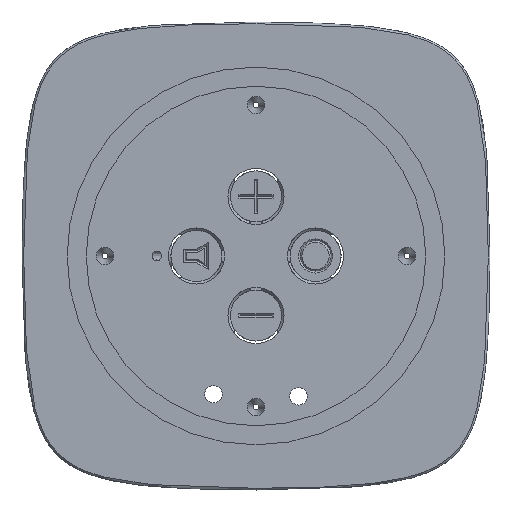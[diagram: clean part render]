
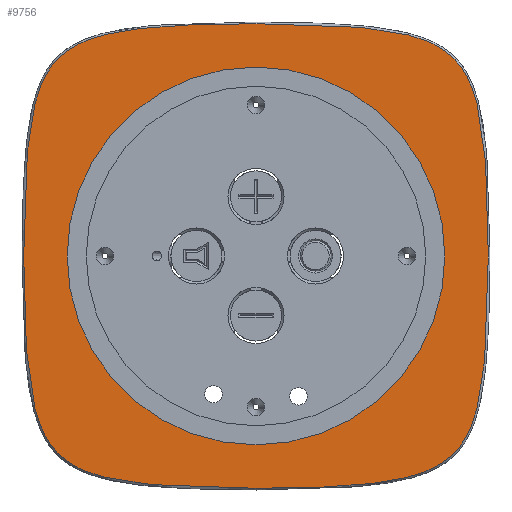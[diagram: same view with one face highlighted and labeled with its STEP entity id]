
A CAD part, top view. The second image highlights one B-rep face of the part: STEP entity #9756.
In plain terms, the highlighted planar face has unit normal (0, 0, 1).
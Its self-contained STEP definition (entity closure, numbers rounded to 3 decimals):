
#74=B_SPLINE_CURVE_WITH_KNOTS('',3,(#16177,#16178,#16179,#16180,#16181,
#16182,#16183,#16184,#16185,#16186,#16187),.UNSPECIFIED.,.F.,.F.,(4,1,1,
1,1,1,1,1,4),(0.,2.562,5.124,7.686,
10.248,11.529,12.81,15.372,17.934),
 .UNSPECIFIED.);
#76=B_SPLINE_CURVE_WITH_KNOTS('',3,(#16256,#16257,#16258,#16259,#16260,
#16261,#16262,#16263,#16264,#16265,#16266,#16267,#16268),.UNSPECIFIED.,
 .F.,.F.,(4,1,1,1,1,1,1,1,1,1,4),(0.,2.562,
5.124,6.725,7.686,10.248,11.529,
12.81,13.771,15.372,17.934),
 .UNSPECIFIED.);
#78=B_SPLINE_CURVE_WITH_KNOTS('',3,(#16327,#16328,#16329,#16330,#16331,
#16332,#16333,#16334,#16335,#16336,#16337),.UNSPECIFIED.,.F.,.F.,(4,1,1,
1,1,1,1,1,4),(0.,2.562,5.124,7.686,
10.248,11.529,12.81,15.372,17.934),
 .UNSPECIFIED.);
#80=B_SPLINE_CURVE_WITH_KNOTS('',3,(#16403,#16404,#16405,#16406,#16407,
#16408,#16409,#16410,#16411,#16412,#16413,#16414,#16415),.UNSPECIFIED.,
 .F.,.F.,(4,1,1,1,1,1,1,1,1,1,4),(0.,2.562,
5.124,6.725,7.686,10.248,11.529,
12.81,14.411,15.372,17.934),
 .UNSPECIFIED.);
#346=FACE_BOUND('',#1293,.T.);
#734=FACE_OUTER_BOUND('',#1292,.T.);
#1292=EDGE_LOOP('',(#7866,#7867,#7868,#7869));
#1293=EDGE_LOOP('',(#7870));
#1837=CIRCLE('',#10579,44.4);
#4426=VERTEX_POINT('',#16160);
#4429=VERTEX_POINT('',#16175);
#4430=VERTEX_POINT('',#16240);
#4432=VERTEX_POINT('',#16313);
#4437=VERTEX_POINT('',#16495);
#5674=EDGE_CURVE('',#4429,#4426,#74,.T.);
#5677=EDGE_CURVE('',#4426,#4430,#76,.T.);
#5680=EDGE_CURVE('',#4430,#4432,#78,.T.);
#5682=EDGE_CURVE('',#4432,#4429,#80,.T.);
#5688=EDGE_CURVE('',#4437,#4437,#1837,.T.);
#7866=ORIENTED_EDGE('',*,*,#5674,.F.);
#7867=ORIENTED_EDGE('',*,*,#5682,.F.);
#7868=ORIENTED_EDGE('',*,*,#5680,.F.);
#7869=ORIENTED_EDGE('',*,*,#5677,.F.);
#7870=ORIENTED_EDGE('',*,*,#5688,.T.);
#9328=PLANE('',#10578);
#9756=ADVANCED_FACE('',(#734,#346),#9328,.T.);
#10578=AXIS2_PLACEMENT_3D('',#16494,#12718,#12719);
#10579=AXIS2_PLACEMENT_3D('',#16496,#12720,#12721);
#12718=DIRECTION('center_axis',(0.,0.,1.));
#12719=DIRECTION('ref_axis',(1.,0.,0.));
#12720=DIRECTION('center_axis',(0.,0.,-1.));
#12721=DIRECTION('ref_axis',(-1.,0.,0.));
#16160=CARTESIAN_POINT('',(54.6,0.,157.895));
#16175=CARTESIAN_POINT('',(0.,54.6,157.895));
#16177=CARTESIAN_POINT('Ctrl Pts',(0.,54.6,157.895));
#16178=CARTESIAN_POINT('Ctrl Pts',(8.534,54.6,157.895));
#16179=CARTESIAN_POINT('Ctrl Pts',(22.373,54.23,157.895));
#16180=CARTESIAN_POINT('Ctrl Pts',(35.576,52.452,157.895));
#16181=CARTESIAN_POINT('Ctrl Pts',(43.867,49.23,157.895));
#16182=CARTESIAN_POINT('Ctrl Pts',(48.255,44.926,157.895));
#16183=CARTESIAN_POINT('Ctrl Pts',(50.772,39.898,157.895));
#16184=CARTESIAN_POINT('Ctrl Pts',(52.707,33.605,157.895));
#16185=CARTESIAN_POINT('Ctrl Pts',(54.232,22.487,157.895));
#16186=CARTESIAN_POINT('Ctrl Pts',(54.6,8.575,157.895));
#16187=CARTESIAN_POINT('Ctrl Pts',(54.6,0.,157.895));
#16240=CARTESIAN_POINT('',(0.,-54.6,157.895));
#16256=CARTESIAN_POINT('Ctrl Pts',(54.6,0.,157.895));
#16257=CARTESIAN_POINT('Ctrl Pts',(54.6,-8.534,157.895));
#16258=CARTESIAN_POINT('Ctrl Pts',(54.232,-22.369,157.895));
#16259=CARTESIAN_POINT('Ctrl Pts',(52.671,-33.933,157.895));
#16260=CARTESIAN_POINT('Ctrl Pts',(50.709,-40.063,157.895));
#16261=CARTESIAN_POINT('Ctrl Pts',(48.152,-44.979,157.895));
#16262=CARTESIAN_POINT('Ctrl Pts',(44.928,-48.244,157.895));
#16263=CARTESIAN_POINT('Ctrl Pts',(39.897,-50.775,157.895));
#16264=CARTESIAN_POINT('Ctrl Pts',(35.568,-52.101,157.895));
#16265=CARTESIAN_POINT('Ctrl Pts',(29.721,-53.241,157.895));
#16266=CARTESIAN_POINT('Ctrl Pts',(19.87,-54.301,157.895));
#16267=CARTESIAN_POINT('Ctrl Pts',(8.575,-54.6,157.895));
#16268=CARTESIAN_POINT('Ctrl Pts',(0.,-54.6,157.895));
#16313=CARTESIAN_POINT('',(-54.6,0.,157.895));
#16327=CARTESIAN_POINT('Ctrl Pts',(0.,-54.6,157.895));
#16328=CARTESIAN_POINT('Ctrl Pts',(-8.534,-54.6,157.895));
#16329=CARTESIAN_POINT('Ctrl Pts',(-22.373,-54.23,
157.895));
#16330=CARTESIAN_POINT('Ctrl Pts',(-35.576,-52.452,
157.895));
#16331=CARTESIAN_POINT('Ctrl Pts',(-43.867,-49.23,
157.895));
#16332=CARTESIAN_POINT('Ctrl Pts',(-48.255,-44.926,
157.895));
#16333=CARTESIAN_POINT('Ctrl Pts',(-50.772,-39.898,
157.895));
#16334=CARTESIAN_POINT('Ctrl Pts',(-52.707,-33.605,
157.895));
#16335=CARTESIAN_POINT('Ctrl Pts',(-54.232,-22.487,
157.895));
#16336=CARTESIAN_POINT('Ctrl Pts',(-54.6,-8.575,157.895));
#16337=CARTESIAN_POINT('Ctrl Pts',(-54.6,0.,157.895));
#16403=CARTESIAN_POINT('Ctrl Pts',(-54.6,0.,157.895));
#16404=CARTESIAN_POINT('Ctrl Pts',(-54.6,8.534,157.895));
#16405=CARTESIAN_POINT('Ctrl Pts',(-54.232,22.369,157.895));
#16406=CARTESIAN_POINT('Ctrl Pts',(-52.671,33.933,157.895));
#16407=CARTESIAN_POINT('Ctrl Pts',(-50.709,40.063,157.895));
#16408=CARTESIAN_POINT('Ctrl Pts',(-48.152,44.979,157.895));
#16409=CARTESIAN_POINT('Ctrl Pts',(-44.928,48.244,157.895));
#16410=CARTESIAN_POINT('Ctrl Pts',(-39.897,50.775,157.895));
#16411=CARTESIAN_POINT('Ctrl Pts',(-34.781,52.343,157.895));
#16412=CARTESIAN_POINT('Ctrl Pts',(-28.608,53.393,157.895));
#16413=CARTESIAN_POINT('Ctrl Pts',(-18.132,54.347,157.895));
#16414=CARTESIAN_POINT('Ctrl Pts',(-8.575,54.6,157.895));
#16415=CARTESIAN_POINT('Ctrl Pts',(0.,54.6,157.895));
#16494=CARTESIAN_POINT('Origin',(0.,0.,157.895));
#16495=CARTESIAN_POINT('',(-44.4,0.,157.895));
#16496=CARTESIAN_POINT('Origin',(0.,0.,157.895));
